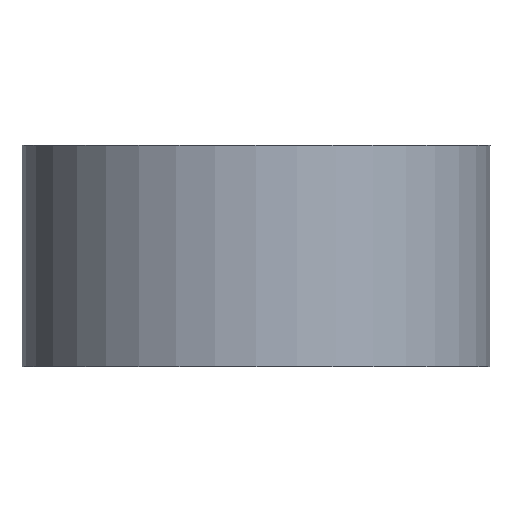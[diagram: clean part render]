
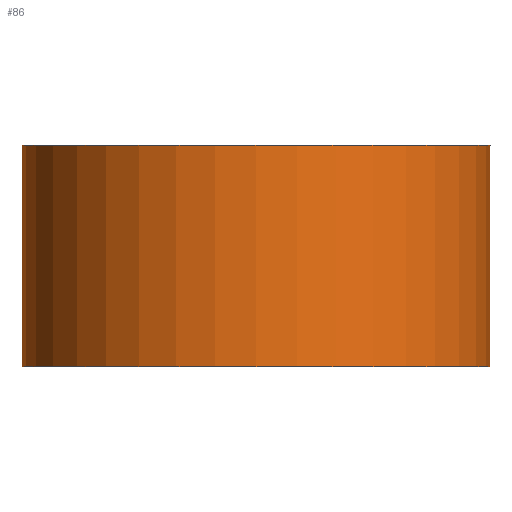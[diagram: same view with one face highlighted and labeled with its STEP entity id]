
A CAD part, front view. The second image highlights one B-rep face of the part: STEP entity #86.
In plain terms, the highlighted cylindrical face has radius 6.35 mm (diameter 12.7 mm), a partial arc.
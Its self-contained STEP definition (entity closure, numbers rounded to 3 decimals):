
#1 = DIRECTION ( 'NONE',  ( 0., 0., -1. ) ) ;
#11 = ORIENTED_EDGE ( 'NONE', *, *, #58, .T. ) ;
#18 = DIRECTION ( 'NONE',  ( -1., 0., 0. ) ) ;
#20 = CIRCLE ( 'NONE', #83, 6.35 ) ;
#33 = DIRECTION ( 'NONE',  ( 0., 0., -1. ) ) ;
#35 = DIRECTION ( 'NONE',  ( 0., 0., -1. ) ) ;
#38 = EDGE_CURVE ( 'NONE', #89, #60, #160, .T. ) ;
#56 = AXIS2_PLACEMENT_3D ( 'NONE', #170, #33, #18 ) ;
#58 = EDGE_CURVE ( 'NONE', #181, #89, #148, .T. ) ;
#60 = VERTEX_POINT ( 'NONE', #124 ) ;
#61 = CARTESIAN_POINT ( 'NONE',  ( 0., 0., 0. ) ) ;
#66 = CARTESIAN_POINT ( 'NONE',  ( 6.35, 0., 6. ) ) ;
#71 = ORIENTED_EDGE ( 'NONE', *, *, #38, .T. ) ;
#78 = CARTESIAN_POINT ( 'NONE',  ( -6.35, 0., 0. ) ) ;
#80 = CARTESIAN_POINT ( 'NONE',  ( 0., 0., 6. ) ) ;
#83 = AXIS2_PLACEMENT_3D ( 'NONE', #80, #35, #154 ) ;
#86 = ADVANCED_FACE ( 'NONE', ( #184 ), #133, .T. ) ;
#88 = DIRECTION ( 'NONE',  ( 0., 0., 1. ) ) ;
#89 = VERTEX_POINT ( 'NONE', #78 ) ;
#93 = VECTOR ( 'NONE', #1, 1000. ) ;
#100 = AXIS2_PLACEMENT_3D ( 'NONE', #61, #88, #180 ) ;
#105 = ORIENTED_EDGE ( 'NONE', *, *, #174, .F. ) ;
#124 = CARTESIAN_POINT ( 'NONE',  ( 6.35, 0., 0. ) ) ;
#126 = EDGE_CURVE ( 'NONE', #147, #181, #20, .T. ) ;
#128 = VECTOR ( 'NONE', #164, 1000. ) ;
#133 = CYLINDRICAL_SURFACE ( 'NONE', #56, 6.35 ) ;
#143 = CARTESIAN_POINT ( 'NONE',  ( 6.35, 0., 6. ) ) ;
#147 = VERTEX_POINT ( 'NONE', #66 ) ;
#148 = LINE ( 'NONE', #177, #128 ) ;
#154 = DIRECTION ( 'NONE',  ( 1., 0., 0. ) ) ;
#160 = CIRCLE ( 'NONE', #100, 6.35 ) ;
#164 = DIRECTION ( 'NONE',  ( 0., 0., -1. ) ) ;
#170 = CARTESIAN_POINT ( 'NONE',  ( 0., 0., 6. ) ) ;
#174 = EDGE_CURVE ( 'NONE', #147, #60, #188, .T. ) ;
#177 = CARTESIAN_POINT ( 'NONE',  ( -6.35, 0., 6. ) ) ;
#180 = DIRECTION ( 'NONE',  ( 1., 0., 0. ) ) ;
#181 = VERTEX_POINT ( 'NONE', #189 ) ;
#184 = FACE_OUTER_BOUND ( 'NONE', #192, .T. ) ;
#188 = LINE ( 'NONE', #143, #93 ) ;
#189 = CARTESIAN_POINT ( 'NONE',  ( -6.35, 0., 6. ) ) ;
#192 = EDGE_LOOP ( 'NONE', ( #105, #195, #11, #71 ) ) ;
#195 = ORIENTED_EDGE ( 'NONE', *, *, #126, .T. ) ;
